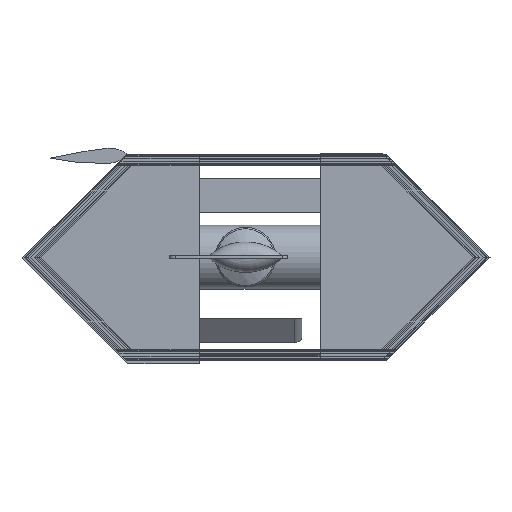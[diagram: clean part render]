
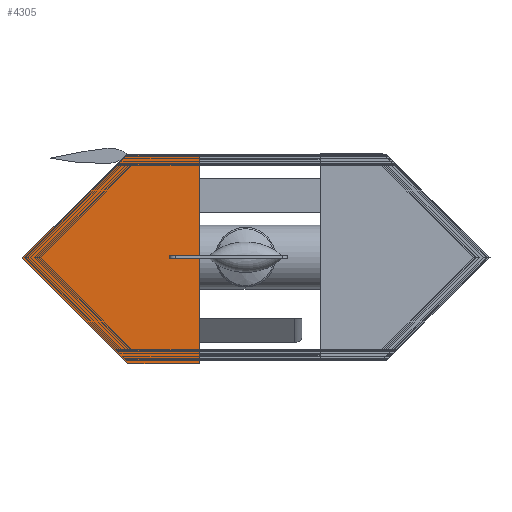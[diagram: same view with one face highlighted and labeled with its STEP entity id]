
A CAD part, front view. The second image highlights one B-rep face of the part: STEP entity #4305.
In plain terms, the highlighted planar face has unit normal (0, -1, 0).
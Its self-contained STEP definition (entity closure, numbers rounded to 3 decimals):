
#584=FACE_OUTER_BOUND('',#829,.T.);
#829=EDGE_LOOP('',(#3857,#3858,#3859,#3860,#3861));
#1280=LINE('',#7319,#1748);
#1283=LINE('',#7325,#1751);
#1286=LINE('',#7331,#1754);
#1289=LINE('',#7337,#1757);
#1292=LINE('',#7341,#1760);
#1748=VECTOR('',#5933,266.185);
#1751=VECTOR('',#5938,261.);
#1754=VECTOR('',#5943,127.);
#1757=VECTOR('',#5948,370.);
#1760=VECTOR('',#5953,127.);
#2141=VERTEX_POINT('',#7316);
#2142=VERTEX_POINT('',#7318);
#2144=VERTEX_POINT('',#7324);
#2146=VERTEX_POINT('',#7330);
#2148=VERTEX_POINT('',#7336);
#2711=EDGE_CURVE('',#2141,#2142,#1280,.T.);
#2714=EDGE_CURVE('',#2142,#2144,#1283,.T.);
#2717=EDGE_CURVE('',#2144,#2146,#1286,.T.);
#2720=EDGE_CURVE('',#2146,#2148,#1289,.T.);
#2723=EDGE_CURVE('',#2148,#2141,#1292,.T.);
#3857=ORIENTED_EDGE('',*,*,#2711,.F.);
#3858=ORIENTED_EDGE('',*,*,#2723,.F.);
#3859=ORIENTED_EDGE('',*,*,#2720,.F.);
#3860=ORIENTED_EDGE('',*,*,#2717,.F.);
#3861=ORIENTED_EDGE('',*,*,#2714,.F.);
#4077=PLANE('',#4792);
#4305=ADVANCED_FACE('',(#584),#4077,.F.);
#4792=AXIS2_PLACEMENT_3D('',#7342,#5954,#5955);
#5933=DIRECTION('',(-0.705,0.,0.709));
#5938=DIRECTION('',(0.719,0.,0.695));
#5943=DIRECTION('',(1.,0.,0.));
#5948=DIRECTION('',(0.,0.,-1.));
#5953=DIRECTION('',(-1.,0.,0.));
#5954=DIRECTION('center_axis',(0.,1.,0.));
#5955=DIRECTION('ref_axis',(0.,0.,1.));
#7316=CARTESIAN_POINT('',(-208.651,-12.,-188.694));
#7318=CARTESIAN_POINT('',(-396.398,-12.,0.));
#7319=CARTESIAN_POINT('',(-208.651,-12.,-188.694));
#7324=CARTESIAN_POINT('',(-208.651,-12.,181.306));
#7325=CARTESIAN_POINT('',(-396.398,-12.,0.));
#7330=CARTESIAN_POINT('',(-81.651,-12.,181.306));
#7331=CARTESIAN_POINT('',(-208.651,-12.,181.306));
#7336=CARTESIAN_POINT('',(-81.651,-12.,-188.694));
#7337=CARTESIAN_POINT('',(-81.651,-12.,181.306));
#7341=CARTESIAN_POINT('',(-81.651,-12.,-188.694));
#7342=CARTESIAN_POINT('Origin',(0.,-12.,0.));
